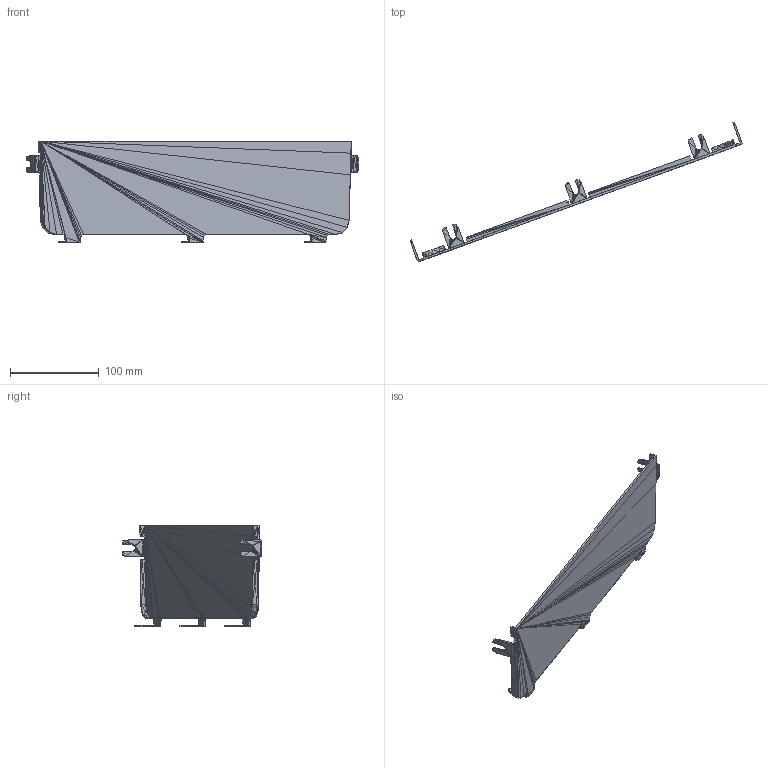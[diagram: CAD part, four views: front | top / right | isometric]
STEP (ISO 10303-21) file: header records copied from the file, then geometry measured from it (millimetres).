
FILE_DESCRIPTION(('FreeCAD Model'),'2;1');
FILE_NAME('Open CASCADE Shape Model','2022-12-01T13:01:50',('Author'),( ''),'Open CASCADE STEP processor 7.6','FreeCAD','Unknown');
FILE_SCHEMA(('AUTOMOTIVE_DESIGN { 1 0 10303 214 1 1 1 1 }'));
Products named in the file (1): DS_360_318G0___________________________________________________________
______360mm_end_cap001001 (Solid)
Bounding box: 374.49 x 157.7 x 114.8 mm (x, y, z)
Volume: 97789.9 mm3; surface area: 90514.1 mm2
Topology: 1 solids, 1 shells, 1323 faces, 2025 edges, 704 vertices
Faces by surface type: plane 1323
Entity records: 52522 total; most frequent: DIRECTION 8723, CARTESIAN_POINT 8103, LINE 6075, VECTOR 6075, ORIENTED_EDGE 4050, PCURVE 4050, DEFINITIONAL_REPRESENTATION 4050, EDGE_CURVE 2025
